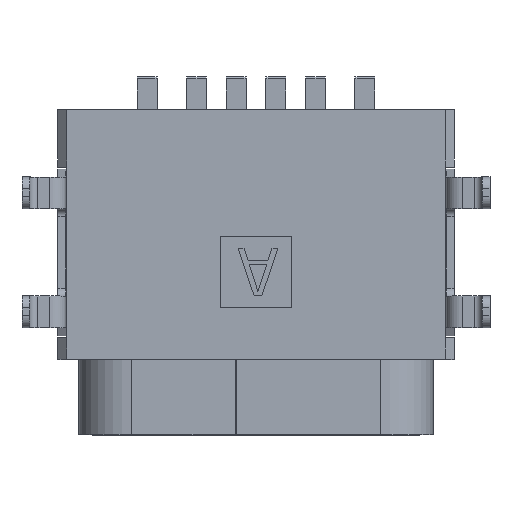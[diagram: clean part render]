
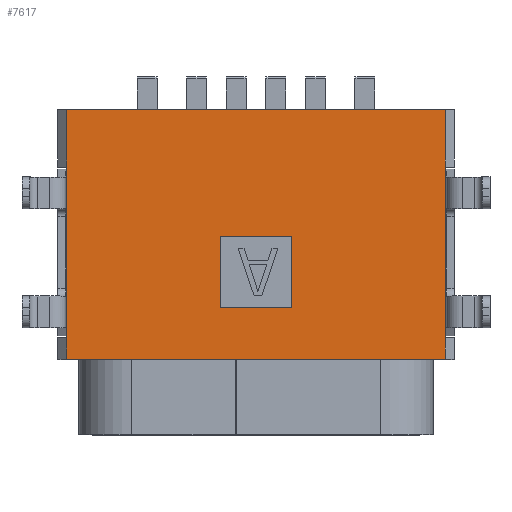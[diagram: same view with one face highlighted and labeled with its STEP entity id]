
A CAD part, top view. The second image highlights one B-rep face of the part: STEP entity #7617.
In plain terms, the highlighted planar face has unit normal (0, 0, 1).
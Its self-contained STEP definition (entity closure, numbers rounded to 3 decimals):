
#1135=DIRECTION('',(1.,0.,0.));
#1136=VECTOR('',#1135,9.55);
#1137=CARTESIAN_POINT('',(-4.675,2.55,2.23));
#1138=LINE('',#1137,#1136);
#1298=DIRECTION('',(0.,1.,0.));
#1299=VECTOR('',#1298,0.55);
#1300=CARTESIAN_POINT('',(-4.675,2.55,2.23));
#1301=LINE('',#1300,#1299);
#1302=DIRECTION('',(0.,1.,0.));
#1303=VECTOR('',#1302,1.45);
#1304=CARTESIAN_POINT('',(-4.675,7.4,2.23));
#1305=LINE('',#1304,#1303);
#1306=DIRECTION('',(0.,-1.,0.));
#1307=VECTOR('',#1306,1.45);
#1308=CARTESIAN_POINT('',(4.875,8.85,2.23));
#1309=LINE('',#1308,#1307);
#1310=DIRECTION('',(0.,-1.,0.));
#1311=VECTOR('',#1310,4.3);
#1312=CARTESIAN_POINT('',(4.875,7.4,2.23));
#1313=LINE('',#1312,#1311);
#1314=DIRECTION('',(0.,-1.,0.));
#1315=VECTOR('',#1314,0.55);
#1316=CARTESIAN_POINT('',(4.875,3.1,2.23));
#1317=LINE('',#1316,#1315);
#1318=DIRECTION('',(0.,-1.,0.));
#1319=VECTOR('',#1318,1.8);
#1320=CARTESIAN_POINT('',(-0.8,5.65,2.23));
#1321=LINE('',#1320,#1319);
#1322=DIRECTION('',(1.,0.,0.));
#1323=VECTOR('',#1322,1.8);
#1324=CARTESIAN_POINT('',(-0.8,3.85,2.23));
#1325=LINE('',#1324,#1323);
#1326=DIRECTION('',(0.,1.,0.));
#1327=VECTOR('',#1326,1.8);
#1328=CARTESIAN_POINT('',(1.,3.85,2.23));
#1329=LINE('',#1328,#1327);
#1330=DIRECTION('',(-1.,0.,0.));
#1331=VECTOR('',#1330,1.8);
#1332=CARTESIAN_POINT('',(1.,5.65,2.23));
#1333=LINE('',#1332,#1331);
#1334=DIRECTION('',(0.,-1.,0.));
#1335=VECTOR('',#1334,4.3);
#1336=CARTESIAN_POINT('',(-4.675,7.4,2.23));
#1337=LINE('',#1336,#1335);
#1693=DIRECTION('',(-1.,0.,0.));
#1694=VECTOR('',#1693,9.55);
#1695=CARTESIAN_POINT('',(4.875,8.85,2.23));
#1696=LINE('',#1695,#1694);
#4411=CARTESIAN_POINT('',(4.875,8.85,2.23));
#4412=VERTEX_POINT('',#4411);
#4413=CARTESIAN_POINT('',(4.875,7.4,2.23));
#4414=VERTEX_POINT('',#4413);
#4465=CARTESIAN_POINT('',(-4.675,8.85,2.23));
#4466=VERTEX_POINT('',#4465);
#4605=CARTESIAN_POINT('',(-4.675,7.4,2.23));
#4606=VERTEX_POINT('',#4605);
#4623=CARTESIAN_POINT('',(-4.675,3.1,2.23));
#4624=VERTEX_POINT('',#4623);
#4635=CARTESIAN_POINT('',(-4.675,2.55,2.23));
#4636=VERTEX_POINT('',#4635);
#4637=CARTESIAN_POINT('',(4.875,3.1,2.23));
#4638=VERTEX_POINT('',#4637);
#4639=CARTESIAN_POINT('',(4.875,2.55,2.23));
#4640=VERTEX_POINT('',#4639);
#4641=CARTESIAN_POINT('',(-0.8,5.65,2.23));
#4642=CARTESIAN_POINT('',(-0.8,3.85,2.23));
#4643=VERTEX_POINT('',#4641);
#4644=VERTEX_POINT('',#4642);
#4645=CARTESIAN_POINT('',(1.,3.85,2.23));
#4646=VERTEX_POINT('',#4645);
#4647=CARTESIAN_POINT('',(1.,5.65,2.23));
#4648=VERTEX_POINT('',#4647);
#7587=CARTESIAN_POINT('',(0.,0.,2.23));
#7588=DIRECTION('',(0.,0.,1.));
#7589=DIRECTION('',(1.,0.,0.));
#7590=AXIS2_PLACEMENT_3D('',#7587,#7588,#7589);
#7591=PLANE('',#7590);
#7592=ORIENTED_EDGE('',*,*,#7469,.T.);
#7594=ORIENTED_EDGE('',*,*,#7593,.F.);
#7596=ORIENTED_EDGE('',*,*,#7595,.T.);
#7598=ORIENTED_EDGE('',*,*,#7597,.F.);
#7600=ORIENTED_EDGE('',*,*,#7599,.T.);
#7602=ORIENTED_EDGE('',*,*,#7601,.T.);
#7603=ORIENTED_EDGE('',*,*,#7582,.T.);
#7604=ORIENTED_EDGE('',*,*,#7418,.F.);
#7605=EDGE_LOOP('',(#7592,#7594,#7596,#7598,#7600,#7602,#7603,#7604));
#7606=FACE_OUTER_BOUND('',#7605,.F.);
#7608=ORIENTED_EDGE('',*,*,#7607,.T.);
#7610=ORIENTED_EDGE('',*,*,#7609,.T.);
#7612=ORIENTED_EDGE('',*,*,#7611,.T.);
#7614=ORIENTED_EDGE('',*,*,#7613,.T.);
#7615=EDGE_LOOP('',(#7608,#7610,#7612,#7614));
#7616=FACE_BOUND('',#7615,.F.);
#7617=ADVANCED_FACE('',(#7606,#7616),#7591,.T.);
#7418=EDGE_CURVE('',#4636,#4640,#1138,.T.);
#7469=EDGE_CURVE('',#4636,#4624,#1301,.T.);
#7582=EDGE_CURVE('',#4638,#4640,#1317,.T.);
#7593=EDGE_CURVE('',#4606,#4624,#1337,.T.);
#7595=EDGE_CURVE('',#4606,#4466,#1305,.T.);
#7597=EDGE_CURVE('',#4412,#4466,#1696,.T.);
#7599=EDGE_CURVE('',#4412,#4414,#1309,.T.);
#7601=EDGE_CURVE('',#4414,#4638,#1313,.T.);
#7607=EDGE_CURVE('',#4643,#4644,#1321,.T.);
#7609=EDGE_CURVE('',#4644,#4646,#1325,.T.);
#7611=EDGE_CURVE('',#4646,#4648,#1329,.T.);
#7613=EDGE_CURVE('',#4648,#4643,#1333,.T.);
